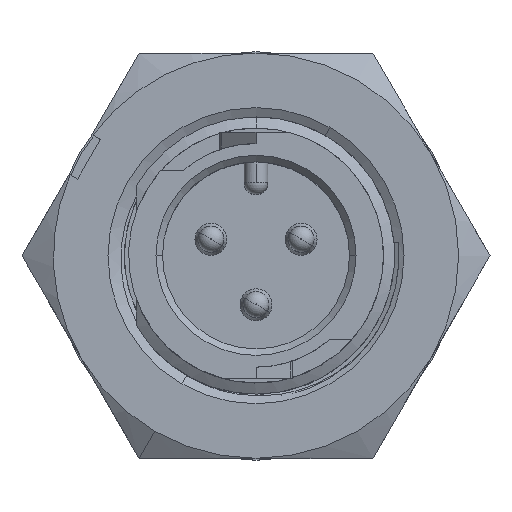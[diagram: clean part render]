
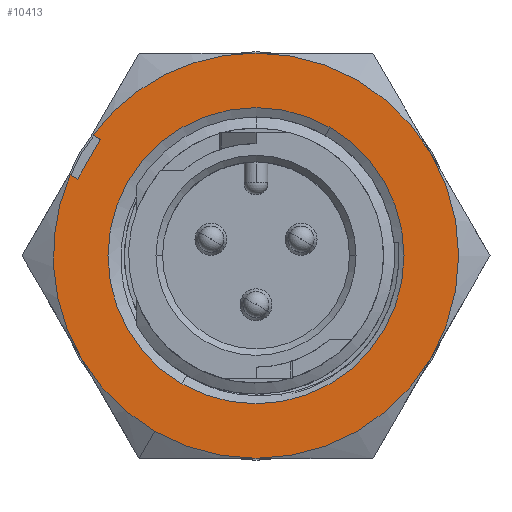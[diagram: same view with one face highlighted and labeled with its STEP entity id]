
A CAD part, top view. The second image highlights one B-rep face of the part: STEP entity #10413.
In plain terms, the highlighted planar face has unit normal (0, 0, 1).
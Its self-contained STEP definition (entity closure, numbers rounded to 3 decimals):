
#138 = CARTESIAN_POINT ( 'NONE',  ( 0., 0., 10.236 ) ) ;
#243 = CARTESIAN_POINT ( 'NONE',  ( 6.819, -3.937, 10.236 ) ) ;
#404 = CARTESIAN_POINT ( 'NONE',  ( 0., 0., 10.236 ) ) ;
#439 = DIRECTION ( 'NONE',  ( 0., 0., -1. ) ) ;
#788 = VECTOR ( 'NONE', #5341, 1000. ) ;
#819 = EDGE_CURVE ( 'NONE', #12878, #10418, #2588, .T. ) ;
#837 = EDGE_CURVE ( 'NONE', #2548, #7763, #11816, .T. ) ;
#955 = VERTEX_POINT ( 'NONE', #4833 ) ;
#991 = CIRCLE ( 'NONE', #4515, 7.874 ) ;
#1144 = LINE ( 'NONE', #5275, #788 ) ;
#1300 = AXIS2_PLACEMENT_3D ( 'NONE', #9531, #11669, #2248 ) ;
#1365 = PLANE ( 'NONE',  #9630 ) ;
#1474 = LINE ( 'NONE', #9860, #12129 ) ;
#1695 = CARTESIAN_POINT ( 'NONE',  ( -2.877, -4.982, 10.236 ) ) ;
#1871 = CARTESIAN_POINT ( 'NONE',  ( 0., 0., 10.236 ) ) ;
#2207 = EDGE_CURVE ( 'NONE', #11287, #3323, #991, .T. ) ;
#2248 = DIRECTION ( 'NONE',  ( -0.5, -0.866, 0. ) ) ;
#2266 = DIRECTION ( 'NONE',  ( -0.5, -0.866, 0. ) ) ;
#2317 = CARTESIAN_POINT ( 'NONE',  ( 0., 0., 10.236 ) ) ;
#2411 = CARTESIAN_POINT ( 'NONE',  ( 0., 0., 10.236 ) ) ;
#2523 = EDGE_CURVE ( 'NONE', #3323, #4556, #10857, .T. ) ;
#2548 = VERTEX_POINT ( 'NONE', #8839 ) ;
#2588 = CIRCLE ( 'NONE', #10503, 7.874 ) ;
#2656 = CARTESIAN_POINT ( 'NONE',  ( 0., 7.874, 10.236 ) ) ;
#2825 = DIRECTION ( 'NONE',  ( 0., 0., -1. ) ) ;
#2870 = LINE ( 'NONE', #10362, #12292 ) ;
#2920 = ORIENTED_EDGE ( 'NONE', *, *, #12662, .F. ) ;
#2934 = VERTEX_POINT ( 'NONE', #7387 ) ;
#3109 = CARTESIAN_POINT ( 'NONE',  ( 0., -7.874, 10.236 ) ) ;
#3277 = CIRCLE ( 'NONE', #8548, 5.753 ) ;
#3323 = VERTEX_POINT ( 'NONE', #243 ) ;
#3380 = DIRECTION ( 'NONE',  ( 0., 0., -1. ) ) ;
#3448 = DIRECTION ( 'NONE',  ( 0., 0., -1. ) ) ;
#3515 = CIRCLE ( 'NONE', #3725, 7.874 ) ;
#3569 = DIRECTION ( 'NONE',  ( -0.5, -0.866, 0. ) ) ;
#3725 = AXIS2_PLACEMENT_3D ( 'NONE', #404, #8927, #3569 ) ;
#3905 = DIRECTION ( 'NONE',  ( -0.866, 0.5, 0. ) ) ;
#4343 = DIRECTION ( 'NONE',  ( 0., 0., -1. ) ) ;
#4515 = AXIS2_PLACEMENT_3D ( 'NONE', #138, #4343, #2266 ) ;
#4556 = VERTEX_POINT ( 'NONE', #3109 ) ;
#4649 = DIRECTION ( 'NONE',  ( -0.5, -0.866, 0. ) ) ;
#4797 = AXIS2_PLACEMENT_3D ( 'NONE', #12779, #3380, #9559 ) ;
#4833 = CARTESIAN_POINT ( 'NONE',  ( -6.934, 2.977, 10.236 ) ) ;
#4944 = AXIS2_PLACEMENT_3D ( 'NONE', #9854, #439, #4649 ) ;
#5118 = EDGE_CURVE ( 'NONE', #955, #7340, #1144, .T. ) ;
#5275 = CARTESIAN_POINT ( 'NONE',  ( -6.934, 2.977, 10.236 ) ) ;
#5284 = VERTEX_POINT ( 'NONE', #8444 ) ;
#5341 = DIRECTION ( 'NONE',  ( 0.5, 0.866, 0. ) ) ;
#5562 = DIRECTION ( 'NONE',  ( 0., -1., 0. ) ) ;
#6217 = CARTESIAN_POINT ( 'NONE',  ( -6.045, 4.516, 10.236 ) ) ;
#6611 = DIRECTION ( 'NONE',  ( -0.5, -0.866, 0. ) ) ;
#6615 = ORIENTED_EDGE ( 'NONE', *, *, #10902, .F. ) ;
#6793 = ORIENTED_EDGE ( 'NONE', *, *, #7154, .F. ) ;
#7010 = ORIENTED_EDGE ( 'NONE', *, *, #837, .F. ) ;
#7030 = DIRECTION ( 'NONE',  ( -0.5, -0.866, 0. ) ) ;
#7154 = EDGE_CURVE ( 'NONE', #2934, #955, #1474, .T. ) ;
#7209 = AXIS2_PLACEMENT_3D ( 'NONE', #1871, #8126, #8272 ) ;
#7340 = VERTEX_POINT ( 'NONE', #6217 ) ;
#7387 = CARTESIAN_POINT ( 'NONE',  ( -7.22, 3.142, 10.236 ) ) ;
#7636 = ORIENTED_EDGE ( 'NONE', *, *, #819, .F. ) ;
#7761 = DIRECTION ( 'NONE',  ( 0., 0., -1. ) ) ;
#7763 = VERTEX_POINT ( 'NONE', #13306 ) ;
#7981 = CARTESIAN_POINT ( 'NONE',  ( 0., 0., 10.236 ) ) ;
#8087 = CIRCLE ( 'NONE', #4797, 5.753 ) ;
#8126 = DIRECTION ( 'NONE',  ( 0., 0., -1. ) ) ;
#8239 = ORIENTED_EDGE ( 'NONE', *, *, #13066, .F. ) ;
#8272 = DIRECTION ( 'NONE',  ( -0.5, -0.866, 0. ) ) ;
#8444 = CARTESIAN_POINT ( 'NONE',  ( 2.877, 4.982, 10.236 ) ) ;
#8548 = AXIS2_PLACEMENT_3D ( 'NONE', #2411, #3448, #6611 ) ;
#8592 = EDGE_CURVE ( 'NONE', #10557, #5284, #8087, .T. ) ;
#8820 = CARTESIAN_POINT ( 'NONE',  ( -6.331, 4.682, 10.236 ) ) ;
#8827 = EDGE_CURVE ( 'NONE', #5284, #10557, #3277, .T. ) ;
#8839 = CARTESIAN_POINT ( 'NONE',  ( -3.937, -6.819, 10.236 ) ) ;
#8927 = DIRECTION ( 'NONE',  ( 0., 0., -1. ) ) ;
#9002 = CIRCLE ( 'NONE', #13163, 7.874 ) ;
#9531 = CARTESIAN_POINT ( 'NONE',  ( 0., 0., 10.236 ) ) ;
#9559 = DIRECTION ( 'NONE',  ( -0.5, -0.866, 0. ) ) ;
#9564 = ORIENTED_EDGE ( 'NONE', *, *, #8827, .T. ) ;
#9630 = AXIS2_PLACEMENT_3D ( 'NONE', #11883, #7761, #5562 ) ;
#9854 = CARTESIAN_POINT ( 'NONE',  ( 0., 0., 10.236 ) ) ;
#9860 = CARTESIAN_POINT ( 'NONE',  ( -8.185, 3.699, 10.236 ) ) ;
#9864 = CIRCLE ( 'NONE', #1300, 7.874 ) ;
#9879 = EDGE_LOOP ( 'NONE', ( #9564, #12417 ) ) ;
#9939 = ORIENTED_EDGE ( 'NONE', *, *, #5118, .F. ) ;
#10362 = CARTESIAN_POINT ( 'NONE',  ( -7.296, 5.239, 10.236 ) ) ;
#10413 = ADVANCED_FACE ( 'NONE', ( #12080, #10778 ), #1365, .F. ) ;
#10418 = VERTEX_POINT ( 'NONE', #2656 ) ;
#10499 = DIRECTION ( 'NONE',  ( 0., 0., -1. ) ) ;
#10503 = AXIS2_PLACEMENT_3D ( 'NONE', #7981, #2825, #7030 ) ;
#10557 = VERTEX_POINT ( 'NONE', #1695 ) ;
#10778 = FACE_OUTER_BOUND ( 'NONE', #11091, .T. ) ;
#10857 = CIRCLE ( 'NONE', #4944, 7.874 ) ;
#10902 = EDGE_CURVE ( 'NONE', #10418, #11287, #9864, .T. ) ;
#11091 = EDGE_LOOP ( 'NONE', ( #7636, #12375, #9939, #6793, #2920, #7010, #8239, #11355, #13210, #6615 ) ) ;
#11287 = VERTEX_POINT ( 'NONE', #13192 ) ;
#11355 = ORIENTED_EDGE ( 'NONE', *, *, #2523, .F. ) ;
#11460 = DIRECTION ( 'NONE',  ( -0.5, -0.866, 0. ) ) ;
#11669 = DIRECTION ( 'NONE',  ( 0., 0., -1. ) ) ;
#11816 = CIRCLE ( 'NONE', #7209, 7.874 ) ;
#11883 = CARTESIAN_POINT ( 'NONE',  ( 13.638, -7.874, 10.236 ) ) ;
#12080 = FACE_BOUND ( 'NONE', #9879, .T. ) ;
#12129 = VECTOR ( 'NONE', #13069, 1000. ) ;
#12292 = VECTOR ( 'NONE', #3905, 1000. ) ;
#12375 = ORIENTED_EDGE ( 'NONE', *, *, #12843, .F. ) ;
#12417 = ORIENTED_EDGE ( 'NONE', *, *, #8592, .T. ) ;
#12662 = EDGE_CURVE ( 'NONE', #7763, #2934, #3515, .T. ) ;
#12779 = CARTESIAN_POINT ( 'NONE',  ( 0., 0., 10.236 ) ) ;
#12843 = EDGE_CURVE ( 'NONE', #7340, #12878, #2870, .T. ) ;
#12878 = VERTEX_POINT ( 'NONE', #8820 ) ;
#13066 = EDGE_CURVE ( 'NONE', #4556, #2548, #9002, .T. ) ;
#13069 = DIRECTION ( 'NONE',  ( 0.866, -0.5, 0. ) ) ;
#13163 = AXIS2_PLACEMENT_3D ( 'NONE', #2317, #10499, #11460 ) ;
#13192 = CARTESIAN_POINT ( 'NONE',  ( 6.819, 3.937, 10.236 ) ) ;
#13210 = ORIENTED_EDGE ( 'NONE', *, *, #2207, .F. ) ;
#13306 = CARTESIAN_POINT ( 'NONE',  ( -6.819, -3.937, 10.236 ) ) ;
